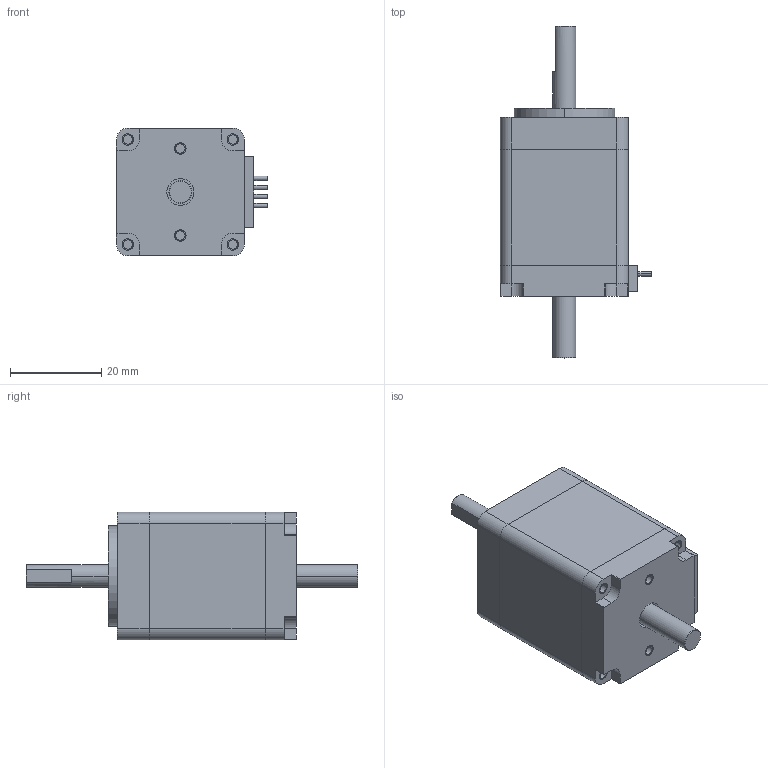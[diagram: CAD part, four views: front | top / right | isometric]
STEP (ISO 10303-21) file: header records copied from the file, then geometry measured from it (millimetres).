
FILE_DESCRIPTION((''),'2;1');
FILE_NAME('MT12HE18015B401_ASM','2017-03-21T',('Matteo Maccalli'),(''),'PRO/ENGINEER BY PARAMETRIC TECHNOLOGY CORPORATION, 2006320','PRO/ENGINEER BY PARAMETRIC TECHNOLOGY CORPORATION, 2006320','');
FILE_SCHEMA(('AUTOMOTIVE_DESIGN_CC2 { 1 2 10303 214 -1 1 5 2 }'));
Length unit declared in the file: millimetre
Products named in the file (6): FRONT_FLANGE_12HE_LATO28; STACK_MT12HE18_LATI28; REAR_FLANGE_MT12HE_BISHAFT28; FRONT_SHAFT_MT12HESPIANATA; REAR_SHAFT_MT12HE_13E5; MT12HE18015B401_ASM
Assembly tree (5 placements, depth 2):
  MT12HE18015B401_ASM
    FRONT_FLANGE_12HE_LATO28
    STACK_MT12HE18_LATI28
    REAR_FLANGE_MT12HE_BISHAFT28
    FRONT_SHAFT_MT12HESPIANATA
    REAR_SHAFT_MT12HE_13E5
Bounding box: 33.1 x 72.7 x 28 mm (x, y, z)
Volume: 31570.2 mm3; surface area: 10977.4 mm2
Topology: 5 solids, 15 shells, 149 faces, 381 edges, 260 vertices
Faces by surface type: cylinder 88, plane 58, cone 3
Entity records: 6377 total; most frequent: DIRECTION 908, CARTESIAN_POINT 815, ORIENTED_EDGE 722, PRESENTATION_STYLE_ASSIGNMENT 421, STYLED_ITEM 396, CURVE_STYLE 381, EDGE_CURVE 381, AXIS2_PLACEMENT_3D 365
